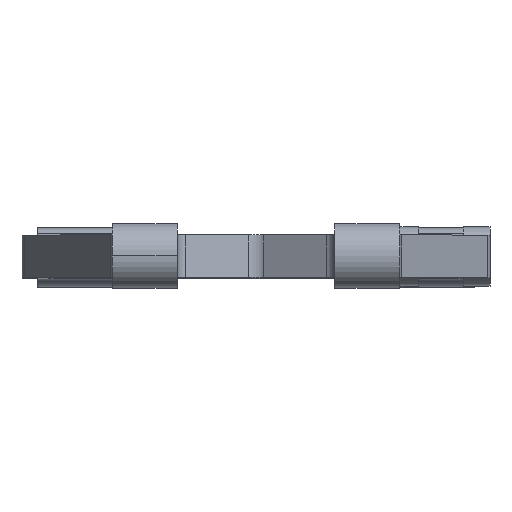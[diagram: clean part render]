
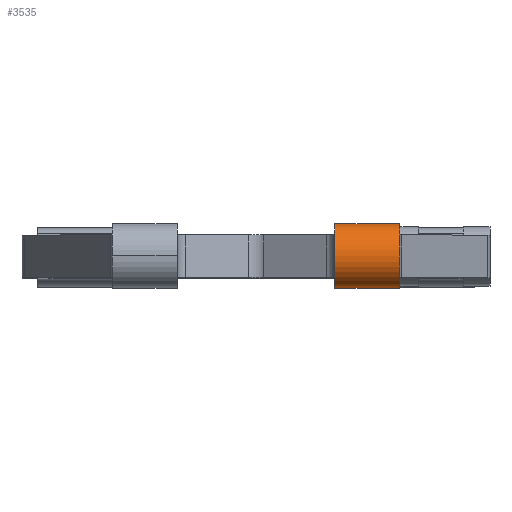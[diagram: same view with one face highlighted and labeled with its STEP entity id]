
A CAD part, top view. The second image highlights one B-rep face of the part: STEP entity #3535.
In plain terms, the highlighted cylindrical face has radius 6.1 mm (diameter 12.2 mm), a partial arc.
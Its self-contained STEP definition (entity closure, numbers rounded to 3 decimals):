
#54 = CIRCLE ( 'NONE', #1808, 6.1 ) ;
#186 = EDGE_CURVE ( 'NONE', #2706, #311, #54, .T. ) ;
#311 = VERTEX_POINT ( 'NONE', #2198 ) ;
#379 = DIRECTION ( 'NONE',  ( 0., 0., -1. ) ) ;
#433 = DIRECTION ( 'NONE',  ( 1., 0., 0. ) ) ;
#778 = EDGE_CURVE ( 'NONE', #2706, #3551, #1723, .T. ) ;
#813 = CARTESIAN_POINT ( 'NONE',  ( 27., 0., 140. ) ) ;
#862 = ORIENTED_EDGE ( 'NONE', *, *, #2728, .T. ) ;
#966 = CYLINDRICAL_SURFACE ( 'NONE', #1297, 6.1 ) ;
#981 = EDGE_CURVE ( 'NONE', #1719, #3551, #1827, .T. ) ;
#991 = DIRECTION ( 'NONE',  ( -1., 0., 0. ) ) ;
#1030 = AXIS2_PLACEMENT_3D ( 'NONE', #813, #2891, #3608 ) ;
#1120 = ORIENTED_EDGE ( 'NONE', *, *, #981, .F. ) ;
#1297 = AXIS2_PLACEMENT_3D ( 'NONE', #2508, #3482, #379 ) ;
#1400 = CARTESIAN_POINT ( 'NONE',  ( 27., -4.692, 136.102 ) ) ;
#1403 = CARTESIAN_POINT ( 'NONE',  ( 27., 4.692, 136.102 ) ) ;
#1673 = CARTESIAN_POINT ( 'NONE',  ( -1.431, 4.692, 136.102 ) ) ;
#1687 = ORIENTED_EDGE ( 'NONE', *, *, #186, .F. ) ;
#1719 = VERTEX_POINT ( 'NONE', #1403 ) ;
#1723 = LINE ( 'NONE', #1782, #1933 ) ;
#1745 = LINE ( 'NONE', #1673, #3375 ) ;
#1782 = CARTESIAN_POINT ( 'NONE',  ( -1.431, -4.692, 136.102 ) ) ;
#1808 = AXIS2_PLACEMENT_3D ( 'NONE', #2455, #3447, #3828 ) ;
#1827 = CIRCLE ( 'NONE', #1030, 6.1 ) ;
#1933 = VECTOR ( 'NONE', #433, 1000. ) ;
#2049 = CARTESIAN_POINT ( 'NONE',  ( 14.8, -4.692, 136.102 ) ) ;
#2198 = CARTESIAN_POINT ( 'NONE',  ( 14.8, 4.692, 136.102 ) ) ;
#2455 = CARTESIAN_POINT ( 'NONE',  ( 14.8, 0., 140. ) ) ;
#2508 = CARTESIAN_POINT ( 'NONE',  ( -1.431, 0., 140. ) ) ;
#2706 = VERTEX_POINT ( 'NONE', #2049 ) ;
#2728 = EDGE_CURVE ( 'NONE', #1719, #311, #1745, .T. ) ;
#2854 = ORIENTED_EDGE ( 'NONE', *, *, #778, .T. ) ;
#2891 = DIRECTION ( 'NONE',  ( 1., 0., 0. ) ) ;
#3341 = FACE_OUTER_BOUND ( 'NONE', #3988, .T. ) ;
#3375 = VECTOR ( 'NONE', #991, 1000. ) ;
#3447 = DIRECTION ( 'NONE',  ( -1., 0., 0. ) ) ;
#3482 = DIRECTION ( 'NONE',  ( 1., 0., 0. ) ) ;
#3535 = ADVANCED_FACE ( 'NONE', ( #3341 ), #966, .T. ) ;
#3551 = VERTEX_POINT ( 'NONE', #1400 ) ;
#3608 = DIRECTION ( 'NONE',  ( 0., 0., -1. ) ) ;
#3828 = DIRECTION ( 'NONE',  ( 0., 0., -1. ) ) ;
#3988 = EDGE_LOOP ( 'NONE', ( #1687, #2854, #1120, #862 ) ) ;
